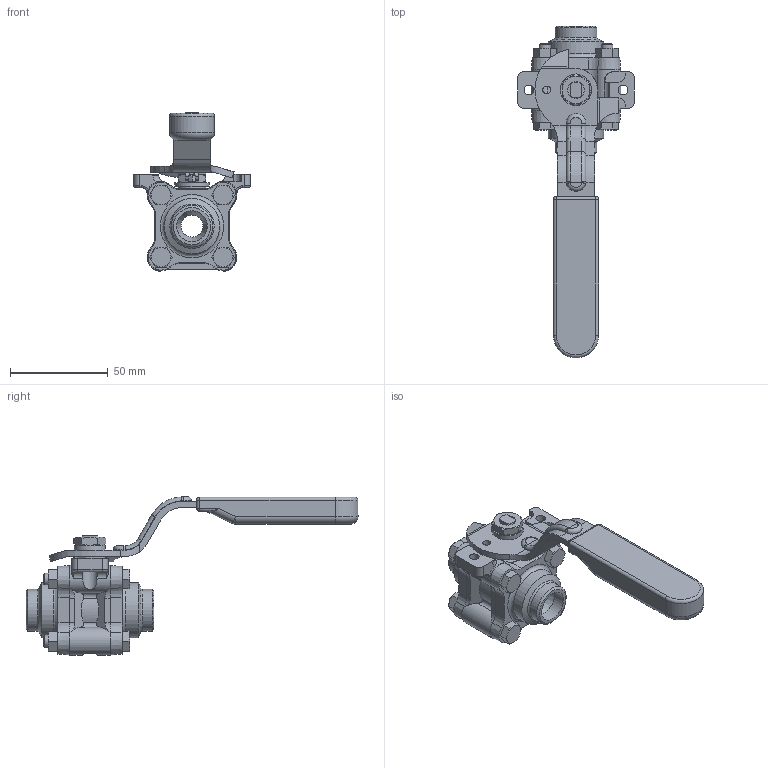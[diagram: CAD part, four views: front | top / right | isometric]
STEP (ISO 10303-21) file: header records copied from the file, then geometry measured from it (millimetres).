
FILE_DESCRIPTION((''),'2;1');
FILE_NAME('GA-A44-05-BWA-W-A-1.stp','2011-05-16T12:47:20',('jaday'),(''),'Autodesk Inventor 2009','Autodesk Inventor 2009','');
FILE_SCHEMA(('AUTOMOTIVE_DESIGN { 1 0 10303 214 1 1 1 1 }'));
Length unit declared in the file: millimetre
Products named in the file (11): GA-A44-05-BWA-W-A-1; GA-B04405-16254-A-1; GA-B04405-27100-A-1; GA-A44-05-STEM-BUILD-A-1; GA-B00005-06002-A-1; GA-B00005-52001-A-1; M06-8-040-110-A-1; M06-8-000-360-A-1; GA-B04405-01002-A-1; M10-0-000-5DS-A-1; GA-B00005-34000-A-1
Assembly tree (18 placements, depth 2):
  GA-A44-05-BWA-W-A-1
    GA-B04405-16254-A-1
    GA-B04405-27100-A-1  x2
    GA-A44-05-STEM-BUILD-A-1
    GA-B00005-06002-A-1  x2
    GA-B00005-52001-A-1
    M06-8-040-110-A-1  x4
    M06-8-000-360-A-1  x4
    GA-B04405-01002-A-1
    M10-0-000-5DS-A-1
    GA-B00005-34000-A-1
Bounding box: 59.65 x 169.69 x 80.89 mm (x, y, z)
Volume: 99939.6 mm3; surface area: 49920.8 mm2
Topology: 18 solids, 18 shells, 561 faces, 1369 edges, 848 vertices
Faces by surface type: plane 225, cylinder 149, cone 132, bspline 29, torus 20, sphere 6
Full cylindrical faces by diameter (mm): 4 x1, 4.917 x4, 6 x4, 6.5 x8, 6.8 x4, 9.406 x1, 11.125 x1, 11.145 x2, 14.095 x1, 15.775 x2, 17.45 x1, 21.325 x2, 28.35 x2
Entity records: 13057 total; most frequent: CARTESIAN_POINT 3420, DIRECTION 1992, ORIENTED_EDGE 1914, EDGE_CURVE 957, AXIS2_PLACEMENT_3D 762, VERTEX_POINT 619, VECTOR 468, LINE 468
